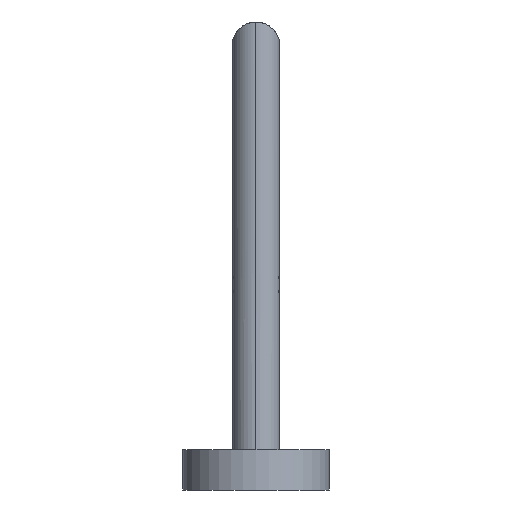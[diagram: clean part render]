
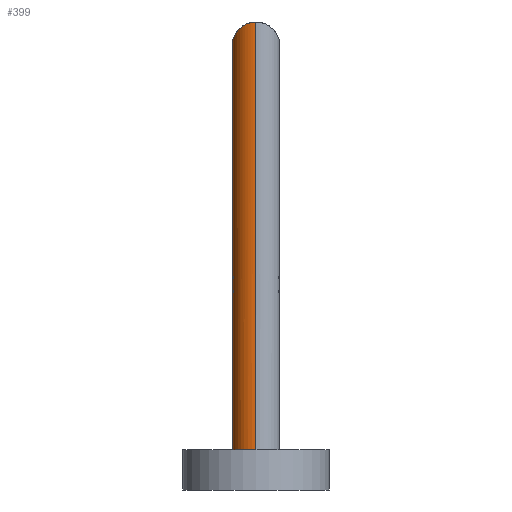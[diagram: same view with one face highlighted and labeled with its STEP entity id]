
A CAD part, left-side view. The second image highlights one B-rep face of the part: STEP entity #399.
In plain terms, the highlighted cylindrical face has radius 6.5 mm (diameter 13 mm), a partial arc.
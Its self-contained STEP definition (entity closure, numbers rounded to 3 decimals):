
#1 = AXIS2_PLACEMENT_3D ( 'NONE', #319, #316, #310 ) ;
#65 = VECTOR ( 'NONE', #167, 1000. ) ;
#85 = VECTOR ( 'NONE', #288, 1000. ) ;
#87 = LINE ( 'NONE', #169, #65 ) ;
#98 = LINE ( 'NONE', #228, #85 ) ;
#122 = CIRCLE ( 'NONE', #1, 6.5 ) ;
#149 = CYLINDRICAL_SURFACE ( 'NONE', #770, 6.5 ) ;
#152 = FACE_OUTER_BOUND ( 'NONE', #623, .T. ) ;
#167 = DIRECTION ( 'NONE',  ( 0., 0., -1. ) ) ;
#169 = CARTESIAN_POINT ( 'NONE',  ( -6.5, 0., 127.5 ) ) ;
#228 = CARTESIAN_POINT ( 'NONE',  ( 6.5, 0., 127.5 ) ) ;
#235 = CARTESIAN_POINT ( 'NONE',  ( 6.5, 0., 114.5 ) ) ;
#236 = CARTESIAN_POINT ( 'NONE',  ( 6.5, 13., 114.5 ) ) ;
#240 = CARTESIAN_POINT ( 'NONE',  ( -6.5, 13., 127.5 ) ) ;
#259 = VERTEX_POINT ( 'NONE', #905 ) ;
#269 = VERTEX_POINT ( 'NONE', #662 ) ;
#288 = DIRECTION ( 'NONE',  ( 0., 0., -1. ) ) ;
#290 = CARTESIAN_POINT ( 'NONE',  ( -6.5, 0., 127.5 ) ) ;
#310 = DIRECTION ( 'NONE',  ( 1., 0., 0. ) ) ;
#316 = DIRECTION ( 'NONE',  ( 0., 0., 1. ) ) ;
#319 = CARTESIAN_POINT ( 'NONE',  ( 0., 0., 0. ) ) ;
#332 = ORIENTED_EDGE ( 'NONE', *, *, #851, .T. ) ;
#365 = VERTEX_POINT ( 'NONE', #594 ) ;
#399 = ADVANCED_FACE ( 'NONE', ( #152 ), #149, .T. ) ;
#420 = ORIENTED_EDGE ( 'NONE', *, *, #907, .T. ) ;
#425 = CARTESIAN_POINT ( 'NONE',  ( -6.5, 0., 127.5 ) ) ;
#529 = ORIENTED_EDGE ( 'NONE', *, *, #951, .F. ) ;
#571 = DIRECTION ( 'NONE',  ( 0., 0., -1. ) ) ;
#577 = DIRECTION ( 'NONE',  ( -1., 0., 0. ) ) ;
#594 = CARTESIAN_POINT ( 'NONE',  ( -6.5, 0., 0. ) ) ;
#595 =( BOUNDED_CURVE ( )  B_SPLINE_CURVE ( 3, ( #290, #240, #236, #235 ),
 .UNSPECIFIED., .F., .F. ) 
 B_SPLINE_CURVE_WITH_KNOTS ( ( 4, 4 ),
 ( 3.142, 6.283 ),
 .UNSPECIFIED. ) 
 CURVE ( )  GEOMETRIC_REPRESENTATION_ITEM ( )  RATIONAL_B_SPLINE_CURVE ( ( 1., 0.333, 0.333, 1. ) ) 
 REPRESENTATION_ITEM ( '' )  );
#623 = EDGE_LOOP ( 'NONE', ( #332, #420, #955, #529 ) ) ;
#636 = VERTEX_POINT ( 'NONE', #425 ) ;
#662 = CARTESIAN_POINT ( 'NONE',  ( 6.5, 0., 0. ) ) ;
#677 = CARTESIAN_POINT ( 'NONE',  ( 0., 0., 127.5 ) ) ;
#730 = EDGE_CURVE ( 'NONE', #269, #365, #122, .T. ) ;
#770 = AXIS2_PLACEMENT_3D ( 'NONE', #677, #571, #577 ) ;
#851 = EDGE_CURVE ( 'NONE', #636, #259, #595, .T. ) ;
#905 = CARTESIAN_POINT ( 'NONE',  ( 6.5, 0., 114.5 ) ) ;
#907 = EDGE_CURVE ( 'NONE', #259, #269, #98, .T. ) ;
#951 = EDGE_CURVE ( 'NONE', #636, #365, #87, .T. ) ;
#955 = ORIENTED_EDGE ( 'NONE', *, *, #730, .T. ) ;
